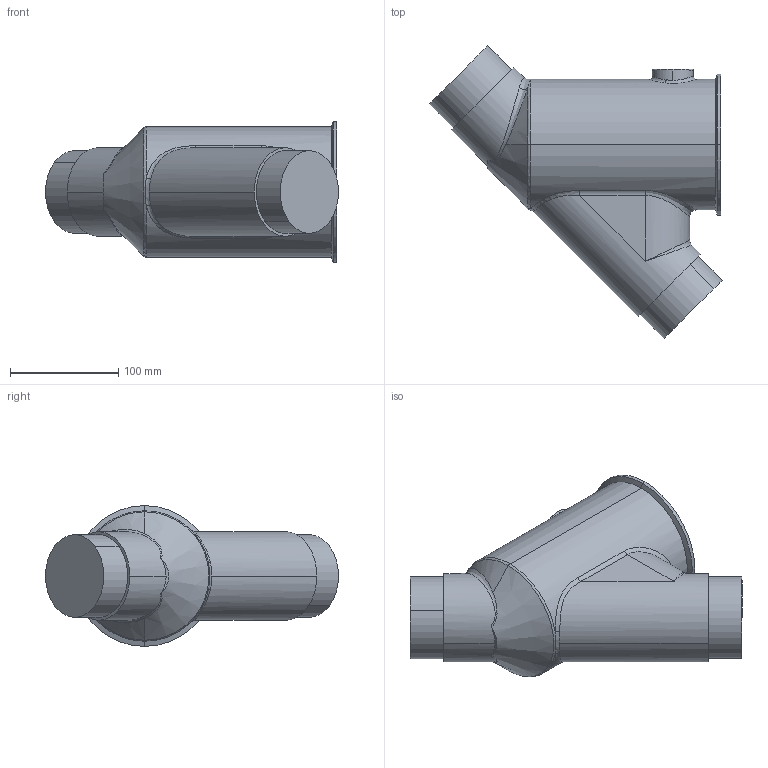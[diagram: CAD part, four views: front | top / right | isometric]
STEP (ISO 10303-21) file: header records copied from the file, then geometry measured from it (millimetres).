
FILE_DESCRIPTION (( 'STEP AP214' ), '1' );
FILE_NAME ('121769.STEP', '2017-12-13T17:59:08', ( '' ), ( '' ), 'SwSTEP 2.0', 'SolidWorks 2014', '' );
FILE_SCHEMA (( 'AUTOMOTIVE_DESIGN' ));
Length unit declared in the file: inch
Products named in the file (1): 121769
Bounding box: 270.8 x 270.8 x 130.18 mm (x, y, z)
Volume: 3308627.3 mm3; surface area: 144577.2 mm2
Topology: 1 solids, 1 shells, 45 faces, 102 edges, 60 vertices
Faces by surface type: cylinder 17, bspline 10, plane 9, cone 5, torus 4
Entity records: 3297 total; most frequent: CARTESIAN_POINT 2333, ORIENTED_EDGE 200, DIRECTION 184, EDGE_CURVE 100, AXIS2_PLACEMENT_3D 79, VERTEX_POINT 60, EDGE_LOOP 48, FACE_OUTER_BOUND 45
